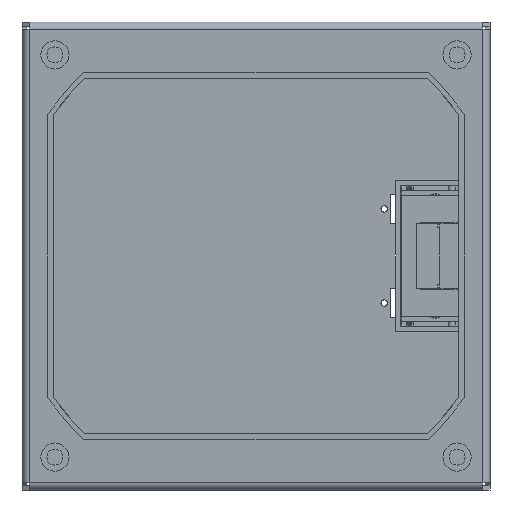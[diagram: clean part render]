
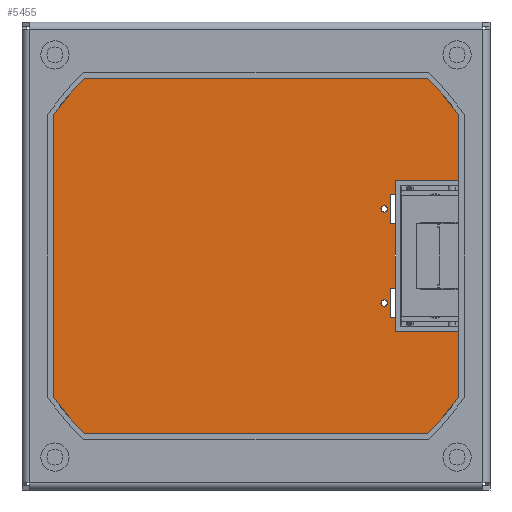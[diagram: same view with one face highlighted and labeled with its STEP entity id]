
A CAD part, front view. The second image highlights one B-rep face of the part: STEP entity #5455.
In plain terms, the highlighted planar face has unit normal (0, -1, 0).
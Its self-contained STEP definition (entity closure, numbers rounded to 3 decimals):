
#4392=DIRECTION('',(0.,0.,-1.));
#4393=VECTOR('',#4392,33.1);
#4394=CARTESIAN_POINT('',(-32.15,0.,-59.3));
#4395=LINE('',#4394,#4393);
#4396=DIRECTION('',(0.,0.,-1.));
#4397=VECTOR('',#4396,1.1);
#4398=CARTESIAN_POINT('',(-34.2,0.,-92.4));
#4399=LINE('',#4398,#4397);
#4400=DIRECTION('',(-1.,0.,0.));
#4401=VECTOR('',#4400,5.95);
#4402=CARTESIAN_POINT('',(32.15,0.,-59.3));
#4403=LINE('',#4402,#4401);
#4404=DIRECTION('',(0.,0.,1.));
#4405=VECTOR('',#4404,2.2);
#4406=CARTESIAN_POINT('',(26.2,0.,-59.3));
#4407=LINE('',#4406,#4405);
#4408=DIRECTION('',(-1.,0.,0.));
#4409=VECTOR('',#4408,12.4);
#4410=CARTESIAN_POINT('',(26.2,0.,-57.1));
#4411=LINE('',#4410,#4409);
#4412=DIRECTION('',(0.,0.,-1.));
#4413=VECTOR('',#4412,2.2);
#4414=CARTESIAN_POINT('',(13.8,0.,-57.1));
#4415=LINE('',#4414,#4413);
#4416=DIRECTION('',(-1.,0.,0.));
#4417=VECTOR('',#4416,27.6);
#4418=CARTESIAN_POINT('',(13.8,0.,-59.3));
#4419=LINE('',#4418,#4417);
#4420=DIRECTION('',(0.,0.,1.));
#4421=VECTOR('',#4420,2.2);
#4422=CARTESIAN_POINT('',(-13.8,0.,-59.3));
#4423=LINE('',#4422,#4421);
#4424=DIRECTION('',(-1.,0.,0.));
#4425=VECTOR('',#4424,12.4);
#4426=CARTESIAN_POINT('',(-13.8,0.,-57.1));
#4427=LINE('',#4426,#4425);
#4428=DIRECTION('',(0.,0.,-1.));
#4429=VECTOR('',#4428,2.2);
#4430=CARTESIAN_POINT('',(-26.2,0.,-57.1));
#4431=LINE('',#4430,#4429);
#4432=DIRECTION('',(-1.,0.,0.));
#4433=VECTOR('',#4432,5.95);
#4434=CARTESIAN_POINT('',(-26.2,0.,-59.3));
#4435=LINE('',#4434,#4433);
#4436=CARTESIAN_POINT('',(20.,0.,-54.5));
#4437=DIRECTION('',(0.,-1.,0.));
#4438=DIRECTION('',(-1.,0.,0.));
#4439=AXIS2_PLACEMENT_3D('',#4436,#4437,#4438);
#4441=CARTESIAN_POINT('',(20.,0.,-54.5));
#4442=DIRECTION('',(0.,-1.,0.));
#4443=DIRECTION('',(1.,0.,0.));
#4444=AXIS2_PLACEMENT_3D('',#4441,#4442,#4443);
#4446=CARTESIAN_POINT('',(-20.,0.,-54.5));
#4447=DIRECTION('',(0.,-1.,0.));
#4448=DIRECTION('',(-1.,0.,0.));
#4449=AXIS2_PLACEMENT_3D('',#4446,#4447,#4448);
#4451=CARTESIAN_POINT('',(-20.,0.,-54.5));
#4452=DIRECTION('',(0.,-1.,0.));
#4453=DIRECTION('',(1.,0.,0.));
#4454=AXIS2_PLACEMENT_3D('',#4451,#4452,#4453);
#4464=DIRECTION('',(1.,0.,0.));
#4465=VECTOR('',#4464,2.05);
#4466=CARTESIAN_POINT('',(-34.2,0.,-92.4));
#4467=LINE('',#4466,#4465);
#4584=DIRECTION('',(0.,0.,-1.));
#4585=VECTOR('',#4584,33.1);
#4586=CARTESIAN_POINT('',(32.15,0.,-59.3));
#4587=LINE('',#4586,#4585);
#4588=DIRECTION('',(1.,0.,0.));
#4589=VECTOR('',#4588,2.05);
#4590=CARTESIAN_POINT('',(32.15,0.,-92.4));
#4591=LINE('',#4590,#4589);
#4596=DIRECTION('',(0.,0.,-1.));
#4597=VECTOR('',#4596,1.1);
#4598=CARTESIAN_POINT('',(34.2,0.,-92.4));
#4599=LINE('',#4598,#4597);
#4618=DIRECTION('',(1.,0.,0.));
#4619=VECTOR('',#4618,59.3);
#4620=CARTESIAN_POINT('',(34.2,0.,-93.5));
#4621=LINE('',#4620,#4619);
#4658=DIRECTION('',(0.,0.,1.));
#4659=VECTOR('',#4658,187.);
#4660=CARTESIAN_POINT('',(93.5,0.,-93.5));
#4661=LINE('',#4660,#4659);
#4730=DIRECTION('',(-1.,0.,0.));
#4731=VECTOR('',#4730,187.);
#4732=CARTESIAN_POINT('',(93.5,0.,93.5));
#4733=LINE('',#4732,#4731);
#4802=DIRECTION('',(0.,0.,-1.));
#4803=VECTOR('',#4802,187.);
#4804=CARTESIAN_POINT('',(-93.5,0.,93.5));
#4805=LINE('',#4804,#4803);
#4874=DIRECTION('',(1.,0.,0.));
#4875=VECTOR('',#4874,59.3);
#4876=CARTESIAN_POINT('',(-93.5,0.,-93.5));
#4877=LINE('',#4876,#4875);
#5172=CARTESIAN_POINT('',(-32.15,0.,-59.3));
#5173=CARTESIAN_POINT('',(-32.15,0.,-92.4));
#5174=VERTEX_POINT('',#5172);
#5175=VERTEX_POINT('',#5173);
#5176=CARTESIAN_POINT('',(-34.2,0.,-92.4));
#5177=VERTEX_POINT('',#5176);
#5178=CARTESIAN_POINT('',(-34.2,0.,-93.5));
#5179=VERTEX_POINT('',#5178);
#5180=CARTESIAN_POINT('',(-93.5,0.,-93.5));
#5181=VERTEX_POINT('',#5180);
#5182=CARTESIAN_POINT('',(-93.5,0.,93.5));
#5183=VERTEX_POINT('',#5182);
#5184=CARTESIAN_POINT('',(93.5,0.,93.5));
#5185=VERTEX_POINT('',#5184);
#5186=CARTESIAN_POINT('',(93.5,0.,-93.5));
#5187=VERTEX_POINT('',#5186);
#5188=CARTESIAN_POINT('',(34.2,0.,-93.5));
#5189=VERTEX_POINT('',#5188);
#5190=CARTESIAN_POINT('',(34.2,0.,-92.4));
#5191=VERTEX_POINT('',#5190);
#5192=CARTESIAN_POINT('',(32.15,0.,-92.4));
#5193=VERTEX_POINT('',#5192);
#5194=CARTESIAN_POINT('',(32.15,0.,-59.3));
#5195=VERTEX_POINT('',#5194);
#5196=CARTESIAN_POINT('',(26.2,0.,-59.3));
#5197=VERTEX_POINT('',#5196);
#5198=CARTESIAN_POINT('',(26.2,0.,-57.1));
#5199=VERTEX_POINT('',#5198);
#5200=CARTESIAN_POINT('',(13.8,0.,-57.1));
#5201=VERTEX_POINT('',#5200);
#5202=CARTESIAN_POINT('',(13.8,0.,-59.3));
#5203=VERTEX_POINT('',#5202);
#5204=CARTESIAN_POINT('',(-13.8,0.,-59.3));
#5205=VERTEX_POINT('',#5204);
#5206=CARTESIAN_POINT('',(-13.8,0.,-57.1));
#5207=VERTEX_POINT('',#5206);
#5208=CARTESIAN_POINT('',(-26.2,0.,-57.1));
#5209=VERTEX_POINT('',#5208);
#5210=CARTESIAN_POINT('',(-26.2,0.,-59.3));
#5211=VERTEX_POINT('',#5210);
#5212=CARTESIAN_POINT('',(18.65,0.,-54.5));
#5213=CARTESIAN_POINT('',(21.35,0.,-54.5));
#5214=VERTEX_POINT('',#5212);
#5215=VERTEX_POINT('',#5213);
#5216=CARTESIAN_POINT('',(-21.35,0.,-54.5));
#5217=CARTESIAN_POINT('',(-18.65,0.,-54.5));
#5218=VERTEX_POINT('',#5216);
#5219=VERTEX_POINT('',#5217);
#5396=CARTESIAN_POINT('',(0.,0.,0.));
#5397=DIRECTION('',(0.,1.,0.));
#5398=DIRECTION('',(1.,0.,0.));
#5399=AXIS2_PLACEMENT_3D('',#5396,#5397,#5398);
#5400=PLANE('',#5399);
#5402=ORIENTED_EDGE('',*,*,#5401,.T.);
#5404=ORIENTED_EDGE('',*,*,#5403,.F.);
#5406=ORIENTED_EDGE('',*,*,#5405,.T.);
#5408=ORIENTED_EDGE('',*,*,#5407,.F.);
#5410=ORIENTED_EDGE('',*,*,#5409,.F.);
#5412=ORIENTED_EDGE('',*,*,#5411,.F.);
#5414=ORIENTED_EDGE('',*,*,#5413,.F.);
#5416=ORIENTED_EDGE('',*,*,#5415,.F.);
#5418=ORIENTED_EDGE('',*,*,#5417,.F.);
#5420=ORIENTED_EDGE('',*,*,#5419,.F.);
#5422=ORIENTED_EDGE('',*,*,#5421,.F.);
#5424=ORIENTED_EDGE('',*,*,#5423,.T.);
#5426=ORIENTED_EDGE('',*,*,#5425,.T.);
#5428=ORIENTED_EDGE('',*,*,#5427,.T.);
#5430=ORIENTED_EDGE('',*,*,#5429,.T.);
#5432=ORIENTED_EDGE('',*,*,#5431,.T.);
#5434=ORIENTED_EDGE('',*,*,#5433,.T.);
#5436=ORIENTED_EDGE('',*,*,#5435,.T.);
#5438=ORIENTED_EDGE('',*,*,#5437,.T.);
#5440=ORIENTED_EDGE('',*,*,#5439,.T.);
#5441=EDGE_LOOP('',(#5402,#5404,#5406,#5408,#5410,#5412,#5414,#5416,#5418,#5420,
#5422,#5424,#5426,#5428,#5430,#5432,#5434,#5436,#5438,#5440));
#5442=FACE_OUTER_BOUND('',#5441,.F.);
#5444=ORIENTED_EDGE('',*,*,#5443,.T.);
#5446=ORIENTED_EDGE('',*,*,#5445,.T.);
#5447=EDGE_LOOP('',(#5444,#5446));
#5448=FACE_BOUND('',#5447,.F.);
#5450=ORIENTED_EDGE('',*,*,#5449,.T.);
#5452=ORIENTED_EDGE('',*,*,#5451,.T.);
#5453=EDGE_LOOP('',(#5450,#5452));
#5454=FACE_BOUND('',#5453,.F.);
#4440=CIRCLE('',#4439,1.35);
#4445=CIRCLE('',#4444,1.35);
#4450=CIRCLE('',#4449,1.35);
#4455=CIRCLE('',#4454,1.35);
#5401=EDGE_CURVE('',#5174,#5175,#4395,.T.);
#5403=EDGE_CURVE('',#5177,#5175,#4467,.T.);
#5405=EDGE_CURVE('',#5177,#5179,#4399,.T.);
#5407=EDGE_CURVE('',#5181,#5179,#4877,.T.);
#5409=EDGE_CURVE('',#5183,#5181,#4805,.T.);
#5411=EDGE_CURVE('',#5185,#5183,#4733,.T.);
#5413=EDGE_CURVE('',#5187,#5185,#4661,.T.);
#5415=EDGE_CURVE('',#5189,#5187,#4621,.T.);
#5417=EDGE_CURVE('',#5191,#5189,#4599,.T.);
#5419=EDGE_CURVE('',#5193,#5191,#4591,.T.);
#5421=EDGE_CURVE('',#5195,#5193,#4587,.T.);
#5423=EDGE_CURVE('',#5195,#5197,#4403,.T.);
#5425=EDGE_CURVE('',#5197,#5199,#4407,.T.);
#5427=EDGE_CURVE('',#5199,#5201,#4411,.T.);
#5429=EDGE_CURVE('',#5201,#5203,#4415,.T.);
#5431=EDGE_CURVE('',#5203,#5205,#4419,.T.);
#5433=EDGE_CURVE('',#5205,#5207,#4423,.T.);
#5435=EDGE_CURVE('',#5207,#5209,#4427,.T.);
#5437=EDGE_CURVE('',#5209,#5211,#4431,.T.);
#5439=EDGE_CURVE('',#5211,#5174,#4435,.T.);
#5443=EDGE_CURVE('',#5214,#5215,#4440,.T.);
#5445=EDGE_CURVE('',#5215,#5214,#4445,.T.);
#5449=EDGE_CURVE('',#5218,#5219,#4450,.T.);
#5451=EDGE_CURVE('',#5219,#5218,#4455,.T.);
#5455=ADVANCED_FACE('',(#5442,#5448,#5454),#5400,.F.);
